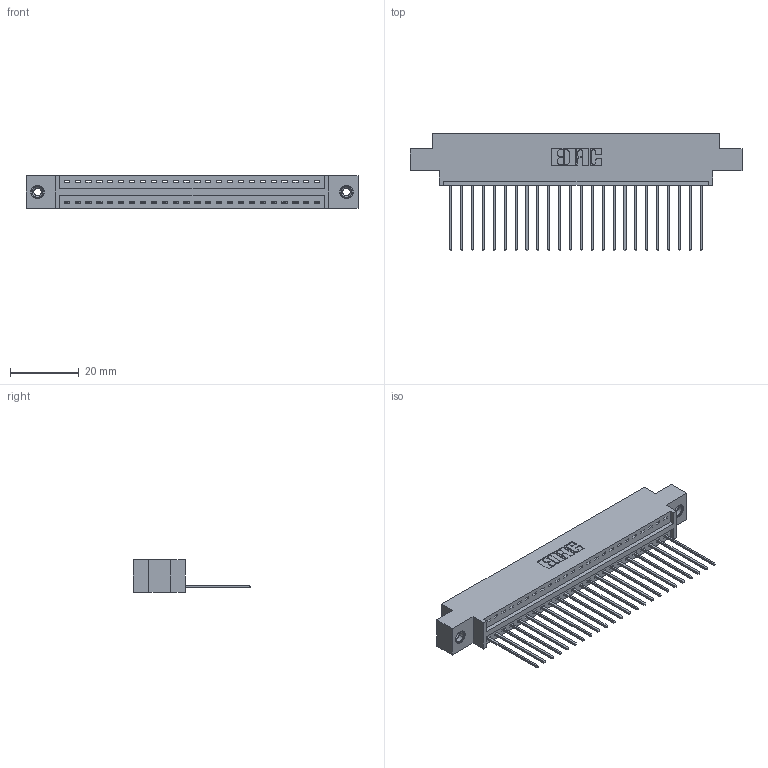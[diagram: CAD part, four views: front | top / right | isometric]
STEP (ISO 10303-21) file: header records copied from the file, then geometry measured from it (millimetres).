
FILE_DESCRIPTION (( 'STEP AP203' ), '1' );
FILE_NAME ('396-024-541-608.STEP', '2018-09-01T14:28:17', ( '' ), ( '' ), 'SwSTEP 2.0', 'SolidWorks 2016', '' );
FILE_SCHEMA (( 'CONFIG_CONTROL_DESIGN' ));
Length unit declared in the file: inch
Products named in the file (4): 345-250-001_345-250-003-102; 396-024-541-608; 346 Part_0.170 Offset - 0.156 Dia-TI; 345-292-001_345-293-141
Assembly tree (27 placements, depth 2):
  396-024-541-608
    346 Part_0.170 Offset - 0.156 Dia-TI
    345-292-001_345-293-141  x24
    345-250-001_345-250-003-102  x2
Bounding box: 96.77 x 34.29 x 9.4 mm (x, y, z)
Volume: 9057.5 mm3; surface area: 11781.7 mm2
Topology: 27 solids, 27 shells, 1578 faces, 4701 edges, 3094 vertices
Faces by surface type: plane 1072, cylinder 490, cone 12, torus 4
Entity records: 18654 total; most frequent: CARTESIAN_POINT 3187, ORIENTED_EDGE 3138, DIRECTION 2859, EDGE_CURVE 1569, VECTOR 1321, LINE 1321, VERTEX_POINT 1040, AXIS2_PLACEMENT_3D 769
